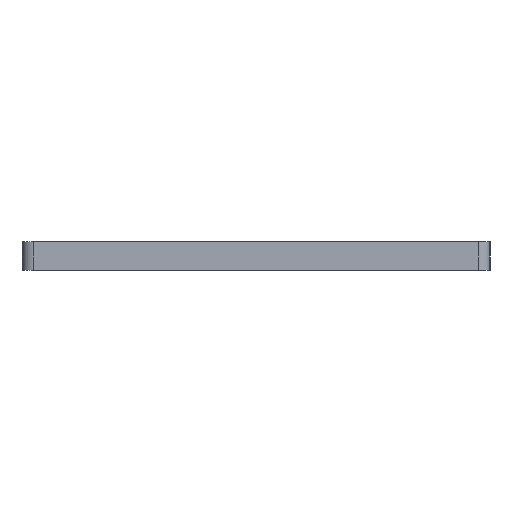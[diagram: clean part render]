
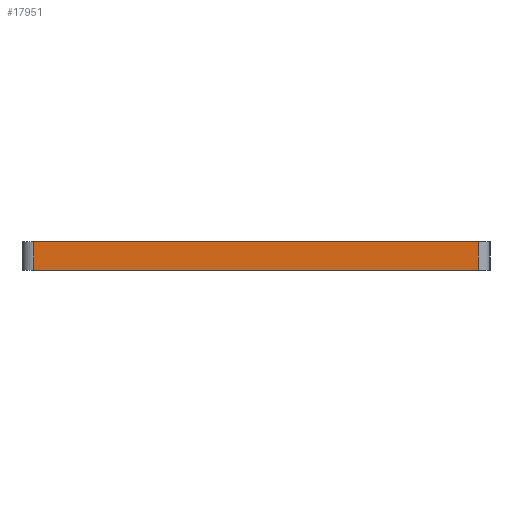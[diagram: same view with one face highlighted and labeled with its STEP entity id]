
A CAD part, left-side view. The second image highlights one B-rep face of the part: STEP entity #17951.
In plain terms, the highlighted planar face has unit normal (-1, 0, 0).
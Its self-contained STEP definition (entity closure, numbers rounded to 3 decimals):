
#737=PLANE('',#19280);
#1443=FACE_OUTER_BOUND('',#2463,.T.);
#2463=EDGE_LOOP('',(#14929,#14930,#14931,#14932));
#3194=LINE('',#24601,#5100);
#4595=LINE('',#30335,#6501);
#4596=LINE('',#30338,#6502);
#4597=LINE('',#30339,#6503);
#5100=VECTOR('',#19956,10.);
#6501=VECTOR('',#22785,10.);
#6502=VECTOR('',#22788,10.);
#6503=VECTOR('',#22789,10.);
#7554=VERTEX_POINT('',#24598);
#7555=VERTEX_POINT('',#24600);
#9170=VERTEX_POINT('',#30333);
#9171=VERTEX_POINT('',#30337);
#9340=EDGE_CURVE('',#7554,#7555,#3194,.T.);
#11352=EDGE_CURVE('',#7555,#9170,#4595,.T.);
#11353=EDGE_CURVE('',#9171,#7554,#4596,.T.);
#11354=EDGE_CURVE('',#9170,#9171,#4597,.T.);
#14929=ORIENTED_EDGE('',*,*,#11352,.F.);
#14930=ORIENTED_EDGE('',*,*,#9340,.F.);
#14931=ORIENTED_EDGE('',*,*,#11353,.F.);
#14932=ORIENTED_EDGE('',*,*,#11354,.F.);
#17951=ADVANCED_FACE('',(#1443),#737,.T.);
#19280=AXIS2_PLACEMENT_3D('',#30336,#22786,#22787);
#19956=DIRECTION('',(0.,1.,0.));
#22785=DIRECTION('',(0.,0.,1.));
#22786=DIRECTION('center_axis',(-1.,0.,0.));
#22787=DIRECTION('ref_axis',(0.,-1.,0.));
#22788=DIRECTION('',(0.,0.,-1.));
#22789=DIRECTION('',(0.,-1.,0.));
#24598=CARTESIAN_POINT('',(0.951,6.341,0.));
#24600=CARTESIAN_POINT('',(0.951,83.303,0.));
#24601=CARTESIAN_POINT('',(0.951,4.341,0.));
#30333=CARTESIAN_POINT('',(0.951,83.303,5.));
#30335=CARTESIAN_POINT('',(0.951,83.303,0.));
#30336=CARTESIAN_POINT('Origin',(0.951,85.303,0.));
#30337=CARTESIAN_POINT('',(0.951,6.341,5.));
#30338=CARTESIAN_POINT('',(0.951,6.341,0.));
#30339=CARTESIAN_POINT('',(0.951,4.341,5.));
